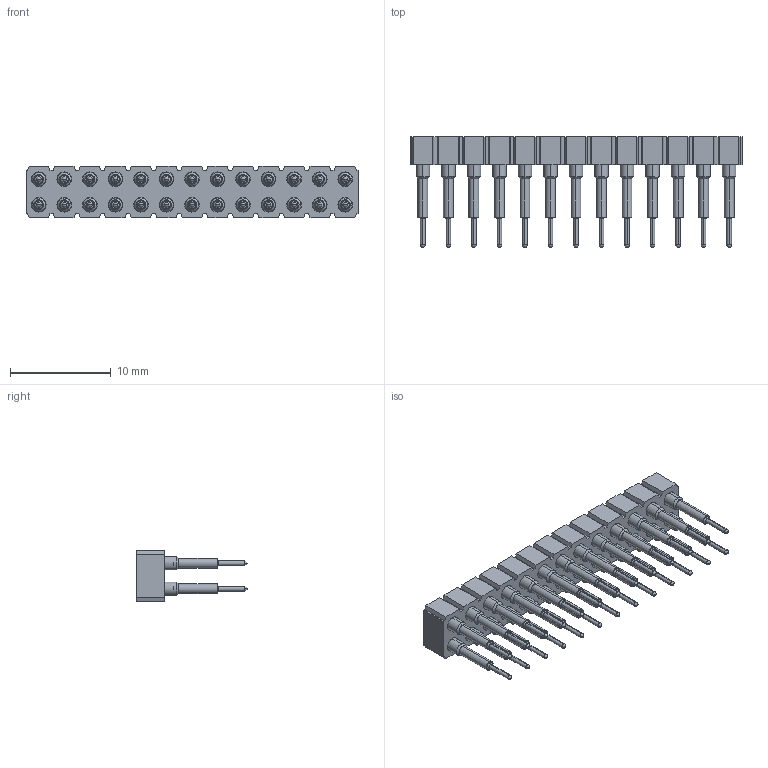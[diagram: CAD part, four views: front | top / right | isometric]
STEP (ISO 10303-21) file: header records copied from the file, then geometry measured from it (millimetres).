
FILE_DESCRIPTION (( 'STEP AP214' ), '1' );
FILE_NAME ('mill-max-416-93-226-41-003000.step', '2020-10-08T19:02:06', ( '' ), ( '' ), 'SwSTEP 2.0', 'SolidWorks 2020', '' );
FILE_SCHEMA (( 'AUTOMOTIVE_DESIGN' ));
Length unit declared in the file: inch
Products named in the file (3): mill-max-416-93-226-41-003000; mill-max-416-93-226-41-003000_0153_0153-2-00-01-00-00-03-0; mill-max-416-93-226-41-003000_P4XX-21-010-00-000000_P426-21-010-00-000000
Assembly tree (39 placements, depth 2):
  mill-max-416-93-226-41-003000
    mill-max-416-93-226-41-003000_P4XX-21-010-00-000000_P426-21-010-00-000000
    mill-max-416-93-226-41-003000_0153_0153-2-00-01-00-00-03-0  x38
Bounding box: 33.02 x 11 x 5.08 mm (x, y, z)
Volume: 557.5 mm3; surface area: 2827.8 mm2
Topology: 39 solids, 39 shells, 1304 faces, 2916 edges, 1716 vertices
Faces by surface type: cylinder 560, cone 304, plane 288, torus 76, sphere 76
Entity records: 8744 total; most frequent: DIRECTION 1556, CARTESIAN_POINT 1460, ORIENTED_EDGE 1384, EDGE_CURVE 692, AXIS2_PLACEMENT_3D 554, VERTEX_POINT 458, LINE 448, VECTOR 448
